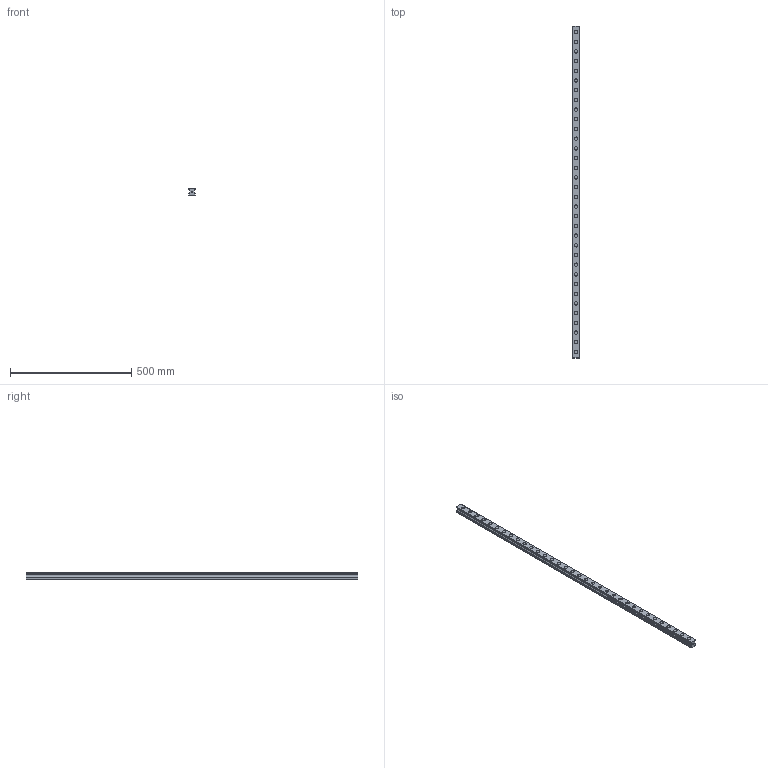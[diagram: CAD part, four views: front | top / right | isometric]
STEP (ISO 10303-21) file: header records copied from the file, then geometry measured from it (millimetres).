
FILE_DESCRIPTION(('STEP AP214'),'1');
FILE_NAME('cctmp_F43ED3B2-4F70-40AF-8DA2-18EB6DDEA06C_2021_03_11_15_40_28_0156..stp','2021-03-11T14:40:28',('HIWIN GmbH'),('CADClick - www.CADClick.com'),'Spatial InterOp 3D',' ','unknown authorization');
FILE_SCHEMA(('AUTOMOTIVE_DESIGN'));
Length unit declared in the file: millimetre
Products named in the file (1): RGR30R1370H_FILE
Bounding box: 28 x 1370 x 28 mm (x, y, z)
Volume: 786863.7 mm3; surface area: 203614.8 mm2
Topology: 1 solids, 1 shells, 421 faces, 939 edges, 626 vertices
Faces by surface type: cylinder 222, plane 199
Entity records: 15249 total; most frequent: DIRECTION 2227, CARTESIAN_POINT 1987, ORIENTED_EDGE 1878, EDGE_CURVE 939, AXIS2_PLACEMENT_3D 866, VERTEX_POINT 626, EDGE_LOOP 527, LINE 495
